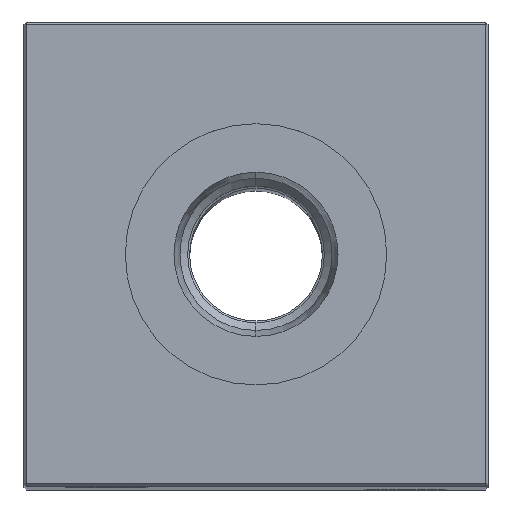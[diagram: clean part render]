
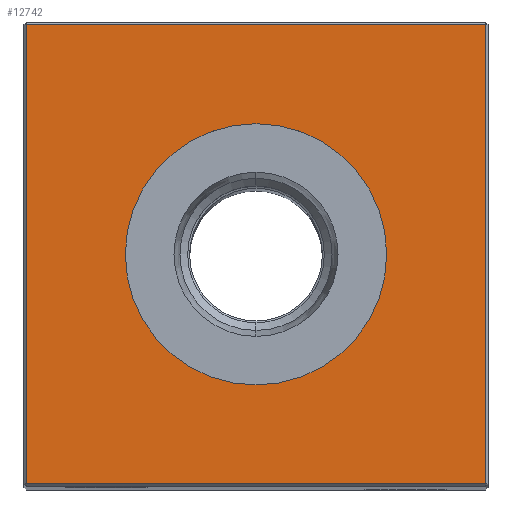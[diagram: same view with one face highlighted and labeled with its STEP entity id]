
A CAD part, top view. The second image highlights one B-rep face of the part: STEP entity #12742.
In plain terms, the highlighted planar face has unit normal (0, 0, 1).
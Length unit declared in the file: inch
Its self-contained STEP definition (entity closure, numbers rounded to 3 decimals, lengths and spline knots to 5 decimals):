
#536 = DIRECTION ( 'NONE',  ( 0., 0., -1. ) ) ;
#989 = VECTOR ( 'NONE', #13307, 39.37008 ) ;
#1547 = FACE_BOUND ( 'NONE', #4269, .T. ) ;
#1726 = VERTEX_POINT ( 'NONE', #14997 ) ;
#1791 = VECTOR ( 'NONE', #20591, 39.37008 ) ;
#2073 = ORIENTED_EDGE ( 'NONE', *, *, #5851, .T. ) ;
#3302 = AXIS2_PLACEMENT_3D ( 'NONE', #8978, #12819, #7126 ) ;
#3653 = CARTESIAN_POINT ( 'NONE',  ( 0.865, -0.865, 7.25 ) ) ;
#3740 = CIRCLE ( 'NONE', #14817, 0.49213 ) ;
#3789 = LINE ( 'NONE', #7518, #22423 ) ;
#4269 = EDGE_LOOP ( 'NONE', ( #16306, #9934 ) ) ;
#4668 = EDGE_CURVE ( 'NONE', #21085, #15872, #21352, .T. ) ;
#5203 = CARTESIAN_POINT ( 'NONE',  ( 0., -0.49213, 7.25 ) ) ;
#5851 = EDGE_CURVE ( 'NONE', #17774, #1726, #12921, .T. ) ;
#6135 = VERTEX_POINT ( 'NONE', #16318 ) ;
#6345 = DIRECTION ( 'NONE',  ( -1., 0., 0. ) ) ;
#6449 = EDGE_CURVE ( 'NONE', #6135, #17774, #11116, .T. ) ;
#7126 = DIRECTION ( 'NONE',  ( -1., 0., 0. ) ) ;
#7518 = CARTESIAN_POINT ( 'NONE',  ( 0., 0.865, 7.25 ) ) ;
#7730 = LINE ( 'NONE', #11461, #989 ) ;
#7771 = CARTESIAN_POINT ( 'NONE',  ( 0., 0., 7.25 ) ) ;
#8031 = EDGE_CURVE ( 'NONE', #15872, #21085, #3740, .T. ) ;
#8978 = CARTESIAN_POINT ( 'NONE',  ( 0., 0., 7.25 ) ) ;
#9934 = ORIENTED_EDGE ( 'NONE', *, *, #8031, .T. ) ;
#10156 = CARTESIAN_POINT ( 'NONE',  ( 0., 0.49213, 7.25 ) ) ;
#11116 = LINE ( 'NONE', #22435, #1791 ) ;
#11386 = DIRECTION ( 'NONE',  ( 0., 0., -1. ) ) ;
#11461 = CARTESIAN_POINT ( 'NONE',  ( -0.865, 0., 7.25 ) ) ;
#12058 = ORIENTED_EDGE ( 'NONE', *, *, #21555, .T. ) ;
#12742 = ADVANCED_FACE ( 'NONE', ( #23893, #1547 ), #14784, .F. ) ;
#12819 = DIRECTION ( 'NONE',  ( 0., 0., -1. ) ) ;
#12921 = LINE ( 'NONE', #24352, #21780 ) ;
#13307 = DIRECTION ( 'NONE',  ( 0., -1., 0. ) ) ;
#13371 = ORIENTED_EDGE ( 'NONE', *, *, #17906, .T. ) ;
#13531 = CARTESIAN_POINT ( 'NONE',  ( 0., 0., 7.25 ) ) ;
#14784 = PLANE ( 'NONE',  #3302 ) ;
#14817 = AXIS2_PLACEMENT_3D ( 'NONE', #7771, #11386, #17053 ) ;
#14997 = CARTESIAN_POINT ( 'NONE',  ( 0.865, 0.865, 7.25 ) ) ;
#15872 = VERTEX_POINT ( 'NONE', #5203 ) ;
#16306 = ORIENTED_EDGE ( 'NONE', *, *, #4668, .T. ) ;
#16318 = CARTESIAN_POINT ( 'NONE',  ( -0.865, -0.865, 7.25 ) ) ;
#17053 = DIRECTION ( 'NONE',  ( -1., 0., 0. ) ) ;
#17144 = DIRECTION ( 'NONE',  ( -1., 0., 0. ) ) ;
#17774 = VERTEX_POINT ( 'NONE', #3653 ) ;
#17906 = EDGE_CURVE ( 'NONE', #22623, #6135, #7730, .T. ) ;
#18582 = DIRECTION ( 'NONE',  ( 0., 1., 0. ) ) ;
#19786 = AXIS2_PLACEMENT_3D ( 'NONE', #13531, #536, #6345 ) ;
#20591 = DIRECTION ( 'NONE',  ( 1., 0., 0. ) ) ;
#21007 = CARTESIAN_POINT ( 'NONE',  ( -0.865, 0.865, 7.25 ) ) ;
#21085 = VERTEX_POINT ( 'NONE', #10156 ) ;
#21140 = ORIENTED_EDGE ( 'NONE', *, *, #6449, .T. ) ;
#21352 = CIRCLE ( 'NONE', #19786, 0.49213 ) ;
#21555 = EDGE_CURVE ( 'NONE', #1726, #22623, #3789, .T. ) ;
#21780 = VECTOR ( 'NONE', #18582, 39.37008 ) ;
#22086 = EDGE_LOOP ( 'NONE', ( #13371, #21140, #2073, #12058 ) ) ;
#22423 = VECTOR ( 'NONE', #17144, 39.37008 ) ;
#22435 = CARTESIAN_POINT ( 'NONE',  ( 0., -0.865, 7.25 ) ) ;
#22623 = VERTEX_POINT ( 'NONE', #21007 ) ;
#23893 = FACE_OUTER_BOUND ( 'NONE', #22086, .T. ) ;
#24352 = CARTESIAN_POINT ( 'NONE',  ( 0.865, 0., 7.25 ) ) ;
